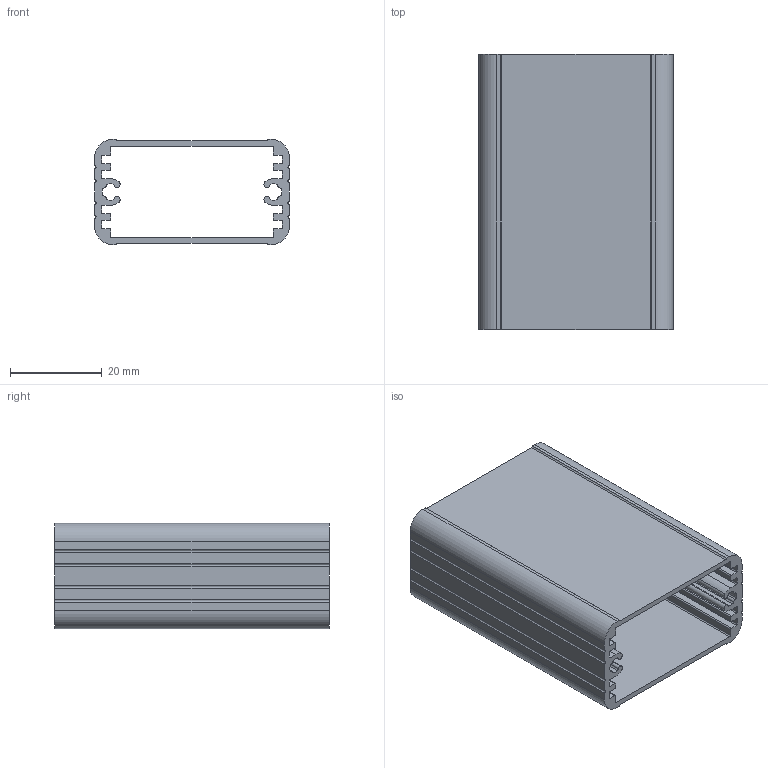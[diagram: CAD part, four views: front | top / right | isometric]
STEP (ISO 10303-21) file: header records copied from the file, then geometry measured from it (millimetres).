
FILE_DESCRIPTION(/* description */ (''),/* implementation_level */ '2;1');
FILE_NAME(/* name */ '1455D602.step',/* time_stamp */ '2023-09-13T00:59:42+01:00',/* author */ (''),/* organization */ (''),/* preprocessor_version */ 'ST-DEVELOPER v20',/* originating_system */ 'Autodesk Translation Framework v12.9.0.99',/* authorisation */ '');
FILE_SCHEMA (('AUTOMOTIVE_DESIGN { 1 0 10303 214 3 1 1 }'));
Length unit declared in the file: millimetre
Products named in the file (2): 1455D602; Extrusion Tube w. Inlay 60mm
Assembly tree (1 placements, depth 2):
  1455D602
    Extrusion Tube w. Inlay 60mm
Bounding box: 42.5 x 60 x 23 mm (x, y, z)
Volume: 12337.3 mm3; surface area: 17755.1 mm2
Topology: 1 solids, 1 shells, 134 faces, 396 edges, 264 vertices
Faces by surface type: cylinder 82, plane 52
Entity records: 4608 total; most frequent: DIRECTION 834, CARTESIAN_POINT 797, ORIENTED_EDGE 792, EDGE_CURVE 396, AXIS2_PLACEMENT_3D 301, VERTEX_POINT 264, LINE 232, VECTOR 232
